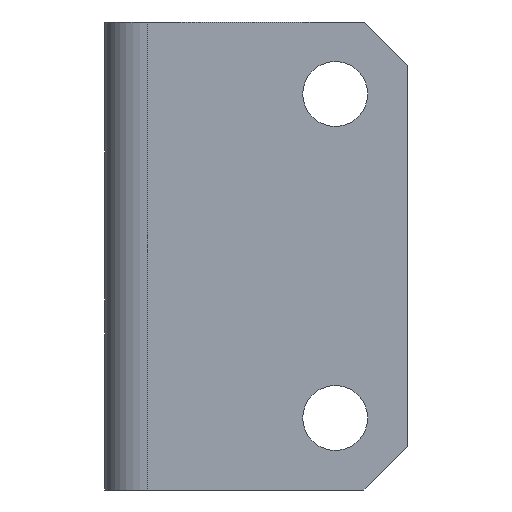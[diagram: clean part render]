
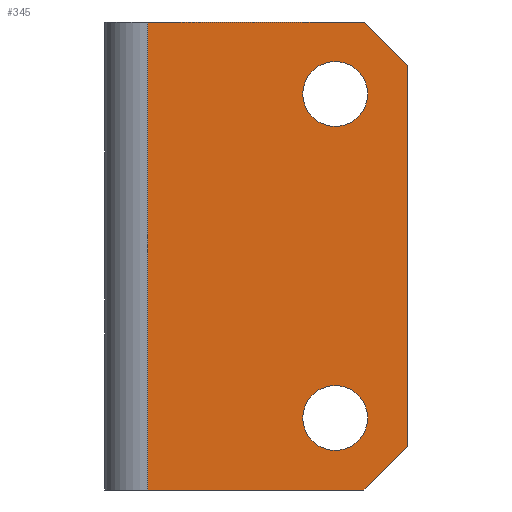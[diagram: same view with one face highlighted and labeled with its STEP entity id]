
A CAD part, front view. The second image highlights one B-rep face of the part: STEP entity #345.
In plain terms, the highlighted planar face has unit normal (0, -1, 0).
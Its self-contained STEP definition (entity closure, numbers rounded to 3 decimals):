
#2 = VECTOR ( 'NONE', #701, 1000. ) ;
#3 = LINE ( 'NONE', #764, #150 ) ;
#44 = EDGE_LOOP ( 'NONE', ( #297, #286 ) ) ;
#66 = VECTOR ( 'NONE', #757, 1000. ) ;
#104 = ORIENTED_EDGE ( 'NONE', *, *, #384, .T. ) ;
#105 = ORIENTED_EDGE ( 'NONE', *, *, #468, .F. ) ;
#113 = VECTOR ( 'NONE', #733, 1000. ) ;
#115 = LINE ( 'NONE', #744, #113 ) ;
#116 = FACE_OUTER_BOUND ( 'NONE', #278, .T. ) ;
#119 = CIRCLE ( 'NONE', #473, 4.5 ) ;
#150 = VECTOR ( 'NONE', #660, 1000. ) ;
#154 = VECTOR ( 'NONE', #577, 1000. ) ;
#156 = ORIENTED_EDGE ( 'NONE', *, *, #455, .T. ) ;
#200 = ORIENTED_EDGE ( 'NONE', *, *, #443, .T. ) ;
#209 = CIRCLE ( 'NONE', #397, 4.5 ) ;
#211 = VECTOR ( 'NONE', #750, 1000. ) ;
#215 = LINE ( 'NONE', #545, #154 ) ;
#225 = LINE ( 'NONE', #522, #211 ) ;
#232 = CIRCLE ( 'NONE', #402, 4.5 ) ;
#236 = CIRCLE ( 'NONE', #457, 4.5 ) ;
#245 = LINE ( 'NONE', #776, #66 ) ;
#253 = ORIENTED_EDGE ( 'NONE', *, *, #471, .T. ) ;
#260 = ORIENTED_EDGE ( 'NONE', *, *, #365, .T. ) ;
#261 = EDGE_LOOP ( 'NONE', ( #253, #260 ) ) ;
#278 = EDGE_LOOP ( 'NONE', ( #105, #287, #104, #156, #299, #200 ) ) ;
#283 = LINE ( 'NONE', #704, #2 ) ;
#286 = ORIENTED_EDGE ( 'NONE', *, *, #375, .T. ) ;
#287 = ORIENTED_EDGE ( 'NONE', *, *, #434, .T. ) ;
#297 = ORIENTED_EDGE ( 'NONE', *, *, #466, .T. ) ;
#299 = ORIENTED_EDGE ( 'NONE', *, *, #472, .F. ) ;
#301 = FACE_BOUND ( 'NONE', #261, .T. ) ;
#308 = FACE_BOUND ( 'NONE', #44, .T. ) ;
#345 = ADVANCED_FACE ( 'NONE', ( #301, #308, #116 ), #705, .F. ) ;
#365 = EDGE_CURVE ( 'NONE', #510, #511, #232, .T. ) ;
#375 = EDGE_CURVE ( 'NONE', #794, #486, #209, .T. ) ;
#384 = EDGE_CURVE ( 'NONE', #614, #745, #215, .T. ) ;
#397 = AXIS2_PLACEMENT_3D ( 'NONE', #586, #568, #548 ) ;
#402 = AXIS2_PLACEMENT_3D ( 'NONE', #598, #624, #623 ) ;
#431 = AXIS2_PLACEMENT_3D ( 'NONE', #703, #706, #708 ) ;
#434 = EDGE_CURVE ( 'NONE', #491, #614, #115, .T. ) ;
#443 = EDGE_CURVE ( 'NONE', #506, #748, #225, .T. ) ;
#455 = EDGE_CURVE ( 'NONE', #745, #489, #283, .T. ) ;
#457 = AXIS2_PLACEMENT_3D ( 'NONE', #766, #552, #557 ) ;
#466 = EDGE_CURVE ( 'NONE', #486, #794, #236, .T. ) ;
#468 = EDGE_CURVE ( 'NONE', #491, #748, #3, .T. ) ;
#471 = EDGE_CURVE ( 'NONE', #511, #510, #119, .T. ) ;
#472 = EDGE_CURVE ( 'NONE', #506, #489, #245, .T. ) ;
#473 = AXIS2_PLACEMENT_3D ( 'NONE', #670, #584, #812 ) ;
#486 = VERTEX_POINT ( 'NONE', #600 ) ;
#489 = VERTEX_POINT ( 'NONE', #805 ) ;
#491 = VERTEX_POINT ( 'NONE', #811 ) ;
#505 = CARTESIAN_POINT ( 'NONE',  ( 42., 0., 59. ) ) ;
#506 = VERTEX_POINT ( 'NONE', #505 ) ;
#510 = VERTEX_POINT ( 'NONE', #799 ) ;
#511 = VERTEX_POINT ( 'NONE', #778 ) ;
#522 = CARTESIAN_POINT ( 'NONE',  ( 36., 0., 65. ) ) ;
#545 = CARTESIAN_POINT ( 'NONE',  ( 0., 0., 0. ) ) ;
#548 = DIRECTION ( 'NONE',  ( 0., 0., 1. ) ) ;
#552 = DIRECTION ( 'NONE',  ( 0., 1., 0. ) ) ;
#555 = CARTESIAN_POINT ( 'NONE',  ( 6., 0., 0. ) ) ;
#557 = DIRECTION ( 'NONE',  ( 0., 0., 1. ) ) ;
#563 = CARTESIAN_POINT ( 'NONE',  ( 36., 0., 0. ) ) ;
#568 = DIRECTION ( 'NONE',  ( 0., 1., 0. ) ) ;
#577 = DIRECTION ( 'NONE',  ( 1., 0., 0. ) ) ;
#584 = DIRECTION ( 'NONE',  ( 0., 1., 0. ) ) ;
#586 = CARTESIAN_POINT ( 'NONE',  ( 32., 0., 10. ) ) ;
#598 = CARTESIAN_POINT ( 'NONE',  ( 32., 0., 55. ) ) ;
#600 = CARTESIAN_POINT ( 'NONE',  ( 32., 0., 14.5 ) ) ;
#614 = VERTEX_POINT ( 'NONE', #555 ) ;
#623 = DIRECTION ( 'NONE',  ( 0., 0., 1. ) ) ;
#624 = DIRECTION ( 'NONE',  ( 0., 1., 0. ) ) ;
#660 = DIRECTION ( 'NONE',  ( 1., 0., 0. ) ) ;
#670 = CARTESIAN_POINT ( 'NONE',  ( 32., 0., 55. ) ) ;
#688 = CARTESIAN_POINT ( 'NONE',  ( 32., 0., 5.5 ) ) ;
#701 = DIRECTION ( 'NONE',  ( 0.707, 0., 0.707 ) ) ;
#703 = CARTESIAN_POINT ( 'NONE',  ( 0., 0., 65. ) ) ;
#704 = CARTESIAN_POINT ( 'NONE',  ( 42., 0., 6. ) ) ;
#705 = PLANE ( 'NONE',  #431 ) ;
#706 = DIRECTION ( 'NONE',  ( 0., 1., 0. ) ) ;
#708 = DIRECTION ( 'NONE',  ( 0., 0., 1. ) ) ;
#733 = DIRECTION ( 'NONE',  ( 0., 0., -1. ) ) ;
#744 = CARTESIAN_POINT ( 'NONE',  ( 6., 0., 65. ) ) ;
#745 = VERTEX_POINT ( 'NONE', #563 ) ;
#748 = VERTEX_POINT ( 'NONE', #814 ) ;
#750 = DIRECTION ( 'NONE',  ( -0.707, 0., 0.707 ) ) ;
#757 = DIRECTION ( 'NONE',  ( 0., 0., -1. ) ) ;
#764 = CARTESIAN_POINT ( 'NONE',  ( 0., 0., 65. ) ) ;
#766 = CARTESIAN_POINT ( 'NONE',  ( 32., 0., 10. ) ) ;
#776 = CARTESIAN_POINT ( 'NONE',  ( 42., 0., 65. ) ) ;
#778 = CARTESIAN_POINT ( 'NONE',  ( 32., 0., 59.5 ) ) ;
#794 = VERTEX_POINT ( 'NONE', #688 ) ;
#799 = CARTESIAN_POINT ( 'NONE',  ( 32., 0., 50.5 ) ) ;
#805 = CARTESIAN_POINT ( 'NONE',  ( 42., 0., 6. ) ) ;
#811 = CARTESIAN_POINT ( 'NONE',  ( 6., 0., 65. ) ) ;
#812 = DIRECTION ( 'NONE',  ( 0., 0., 1. ) ) ;
#814 = CARTESIAN_POINT ( 'NONE',  ( 36., 0., 65. ) ) ;
